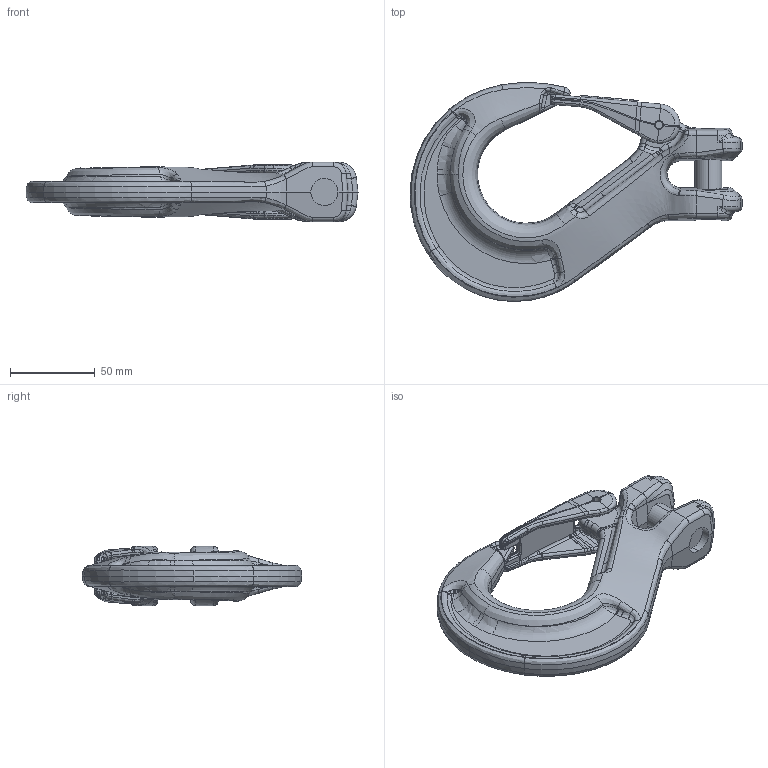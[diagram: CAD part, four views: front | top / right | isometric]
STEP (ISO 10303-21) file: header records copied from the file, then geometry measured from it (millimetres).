
FILE_DESCRIPTION(('STEP AP214'),'1');
FILE_NAME('cb_13.stp','2017-10-16T12:10:13',('TraceParts'),('TraceParts S.A.'),'Spatial InterOp 3D',' ',' ');
FILE_SCHEMA(('automotive_design'));
Length unit declared in the file: millimetre
Products named in the file (4): cb_13_1; cb_13_2; cb_13_3; cb_13_4
Bounding box: 195.59 x 129.1 x 35 mm (x, y, z)
Volume: 220516.6 mm3; surface area: 50225.9 mm2
Topology: 4 solids, 4 shells, 887 faces, 2239 edges, 1304 vertices
Faces by surface type: bspline 466, plane 155, cylinder 154, cone 58, torus 42, sphere 12
Entity records: 92415 total; most frequent: CARTESIAN_POINT 67008, ORIENTED_EDGE 4360, DIRECTION 3119, EDGE_CURVE 2180, VERTEX_POINT 1304, AXIS2_PLACEMENT_3D 1251, EDGE_LOOP 900, STYLED_ITEM 891
